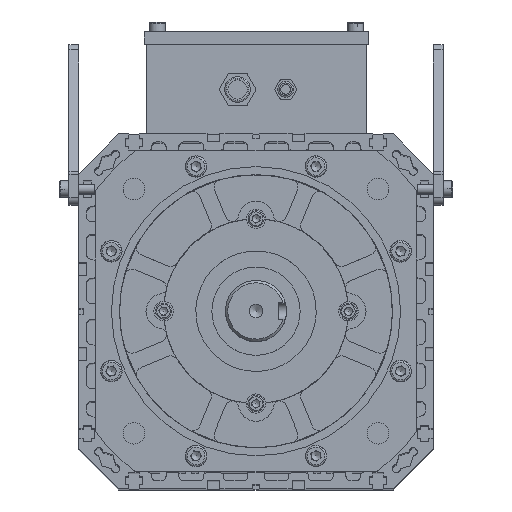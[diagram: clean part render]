
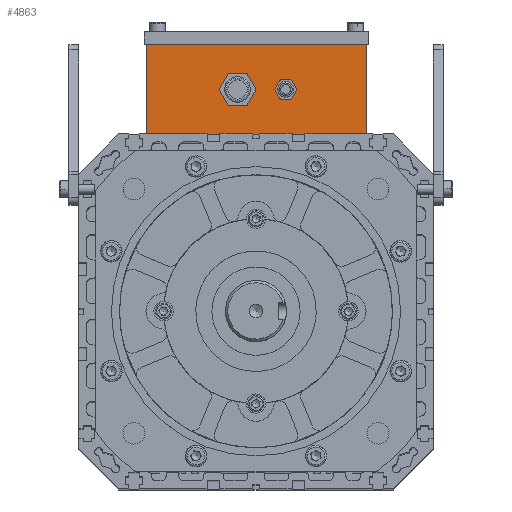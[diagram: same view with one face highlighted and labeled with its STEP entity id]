
A CAD part, top view. The second image highlights one B-rep face of the part: STEP entity #4863.
In plain terms, the highlighted planar face has unit normal (0, 0, 1).
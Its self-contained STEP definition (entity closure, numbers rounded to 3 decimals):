
#607 = ORIENTED_EDGE ( 'NONE', *, *, #13913, .F. ) ;
#1031 = CARTESIAN_POINT ( 'NONE',  ( 69.566, 483.903, -804.112 ) ) ;
#2035 = AXIS2_PLACEMENT_3D ( 'NONE', #3995, #21207, #15059 ) ;
#2548 = CARTESIAN_POINT ( 'NONE',  ( 69.566, 483.903, -804.112 ) ) ;
#2896 = EDGE_CURVE ( 'NONE', #5010, #2966, #21473, .T. ) ;
#2966 = VERTEX_POINT ( 'NONE', #33413 ) ;
#2973 = CIRCLE ( 'NONE', #27937, 6. ) ;
#3045 = CARTESIAN_POINT ( 'NONE',  ( 206.066, 483.903, -804.112 ) ) ;
#3995 = CARTESIAN_POINT ( 'NONE',  ( 156.066, 455.903, -804.112 ) ) ;
#4459 = EDGE_LOOP ( 'NONE', ( #607 ) ) ;
#4634 = DIRECTION ( 'NONE',  ( 1., 0., 0. ) ) ;
#4863 = ADVANCED_FACE ( 'NONE', ( #33303, #8483, #30946 ), #13933, .F. ) ;
#5010 = VERTEX_POINT ( 'NONE', #21670 ) ;
#5012 = ORIENTED_EDGE ( 'NONE', *, *, #13383, .F. ) ;
#7438 = VECTOR ( 'NONE', #35252, 1000. ) ;
#7670 = CARTESIAN_POINT ( 'NONE',  ( 126.066, 461.903, -804.112 ) ) ;
#8483 = FACE_BOUND ( 'NONE', #31786, .T. ) ;
#9500 = EDGE_CURVE ( 'NONE', #17694, #5010, #18407, .T. ) ;
#9886 = DIRECTION ( 'NONE',  ( 0., -1., 0. ) ) ;
#9911 = ORIENTED_EDGE ( 'NONE', *, *, #29151, .T. ) ;
#12004 = EDGE_CURVE ( 'NONE', #17694, #35518, #29110, .T. ) ;
#12375 = VECTOR ( 'NONE', #34885, 1000. ) ;
#13383 = EDGE_CURVE ( 'NONE', #26525, #26525, #2973, .T. ) ;
#13913 = EDGE_CURVE ( 'NONE', #26703, #26703, #35605, .T. ) ;
#13933 = PLANE ( 'NONE',  #31875 ) ;
#15059 = DIRECTION ( 'NONE',  ( 0., 1., 0. ) ) ;
#15698 = CARTESIAN_POINT ( 'NONE',  ( 206.066, 483.903, -804.112 ) ) ;
#16834 = DIRECTION ( 'NONE',  ( 0., -1., 0. ) ) ;
#17694 = VERTEX_POINT ( 'NONE', #2548 ) ;
#17829 = DIRECTION ( 'NONE',  ( 0., 1., 0. ) ) ;
#18407 = LINE ( 'NONE', #32705, #26034 ) ;
#20942 = LINE ( 'NONE', #29457, #12375 ) ;
#21207 = DIRECTION ( 'NONE',  ( 0., 0., 1. ) ) ;
#21363 = CARTESIAN_POINT ( 'NONE',  ( 69.566, 427.903, -804.112 ) ) ;
#21473 = LINE ( 'NONE', #15698, #7438 ) ;
#21670 = CARTESIAN_POINT ( 'NONE',  ( 206.066, 483.903, -804.112 ) ) ;
#25533 = EDGE_LOOP ( 'NONE', ( #9911, #28719, #27934, #31602 ) ) ;
#25624 = VECTOR ( 'NONE', #9886, 1000. ) ;
#25776 = CARTESIAN_POINT ( 'NONE',  ( 126.066, 455.903, -804.112 ) ) ;
#26034 = VECTOR ( 'NONE', #4634, 1000. ) ;
#26525 = VERTEX_POINT ( 'NONE', #7670 ) ;
#26703 = VERTEX_POINT ( 'NONE', #35223 ) ;
#27934 = ORIENTED_EDGE ( 'NONE', *, *, #9500, .F. ) ;
#27937 = AXIS2_PLACEMENT_3D ( 'NONE', #25776, #31573, #17829 ) ;
#28250 = DIRECTION ( 'NONE',  ( 0., 0., -1. ) ) ;
#28719 = ORIENTED_EDGE ( 'NONE', *, *, #2896, .F. ) ;
#29110 = LINE ( 'NONE', #1031, #25624 ) ;
#29151 = EDGE_CURVE ( 'NONE', #35518, #2966, #20942, .T. ) ;
#29457 = CARTESIAN_POINT ( 'NONE',  ( 206.066, 427.903, -804.112 ) ) ;
#30946 = FACE_OUTER_BOUND ( 'NONE', #25533, .T. ) ;
#31573 = DIRECTION ( 'NONE',  ( 0., 0., 1. ) ) ;
#31602 = ORIENTED_EDGE ( 'NONE', *, *, #12004, .T. ) ;
#31786 = EDGE_LOOP ( 'NONE', ( #5012 ) ) ;
#31875 = AXIS2_PLACEMENT_3D ( 'NONE', #3045, #28250, #16834 ) ;
#32705 = CARTESIAN_POINT ( 'NONE',  ( 206.066, 483.903, -804.112 ) ) ;
#33303 = FACE_BOUND ( 'NONE', #4459, .T. ) ;
#33413 = CARTESIAN_POINT ( 'NONE',  ( 206.066, 427.903, -804.112 ) ) ;
#34885 = DIRECTION ( 'NONE',  ( 1., 0., 0. ) ) ;
#35223 = CARTESIAN_POINT ( 'NONE',  ( 156.066, 459.903, -804.112 ) ) ;
#35252 = DIRECTION ( 'NONE',  ( 0., -1., 0. ) ) ;
#35518 = VERTEX_POINT ( 'NONE', #21363 ) ;
#35605 = CIRCLE ( 'NONE', #2035, 4. ) ;
